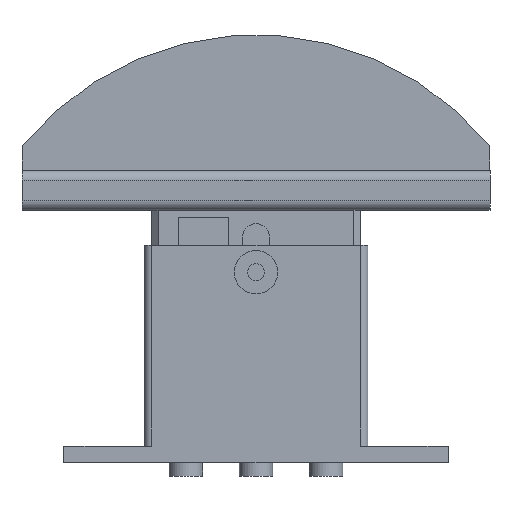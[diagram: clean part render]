
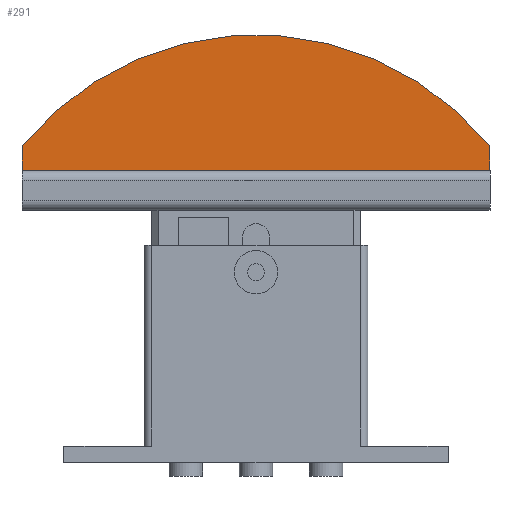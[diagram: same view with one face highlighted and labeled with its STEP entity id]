
A CAD part, front view. The second image highlights one B-rep face of the part: STEP entity #291.
In plain terms, the highlighted planar face has unit normal (0, -1, 0).
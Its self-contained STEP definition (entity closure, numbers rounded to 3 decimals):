
#291=ADVANCED_FACE('',(#632),#633,.T.);
#632=FACE_OUTER_BOUND('',#1020,.T.);
#633=PLANE('',#1021);
#1020=EDGE_LOOP('',(#1797,#1798,#1799,#1800));
#1021=AXIS2_PLACEMENT_3D('',#1801,#1802,#1803);
#1797=ORIENTED_EDGE('',*,*,#2508,.T.);
#1798=ORIENTED_EDGE('',*,*,#2469,.F.);
#1799=ORIENTED_EDGE('',*,*,#2510,.F.);
#1800=ORIENTED_EDGE('',*,*,#2490,.F.);
#1801=CARTESIAN_POINT('',(0.,-22.5,97.636));
#1802=DIRECTION('',(0.0,-1.0,0.0));
#1803=DIRECTION('',(1.0,0.0,0.0));
#2469=EDGE_CURVE('',#3008,#3010,#3011,.T.);
#2490=EDGE_CURVE('',#3045,#3047,#3048,.T.);
#2508=EDGE_CURVE('',#3045,#3010,#3077,.T.);
#2510=EDGE_CURVE('',#3047,#3008,#3079,.T.);
#3008=VERTEX_POINT('',#3743);
#3010=VERTEX_POINT('',#3746);
#3011=LINE('',#3747,#3748);
#3045=VERTEX_POINT('',#3799);
#3047=VERTEX_POINT('',#3802);
#3048=LINE('',#3803,#3804);
#3077=LINE('',#3847,#3848);
#3079=CIRCLE('',#3850,90.0);
#3743=CARTESIAN_POINT('',(70.,-22.5,94.569));
#3746=CARTESIAN_POINT('',(70.0,-22.5,87.5));
#3747=CARTESIAN_POINT('',(70.0,-22.5,94.569));
#3748=VECTOR('',#4381,1.0);
#3799=CARTESIAN_POINT('',(-70.0,-22.5,87.5));
#3802=CARTESIAN_POINT('',(-70.0,-22.5,94.569));
#3803=CARTESIAN_POINT('',(-70.0,-22.5,80.5));
#3804=VECTOR('',#4400,1.0);
#3847=CARTESIAN_POINT('',(0.,-22.5,87.5));
#3848=VECTOR('',#4418,1.0);
#3850=AXIS2_PLACEMENT_3D('',#4419,#4420,#4421);
#4381=DIRECTION('',(0.0,0.0,-1.0));
#4400=DIRECTION('',(0.0,0.0,1.0));
#4418=DIRECTION('',(1.0,0.0,-0.0));
#4419=CARTESIAN_POINT('',(0.,-22.5,38.));
#4420=DIRECTION('',(-0.0,1.0,0.0));
#4421=DIRECTION('',(0.778,0.0,0.629));
